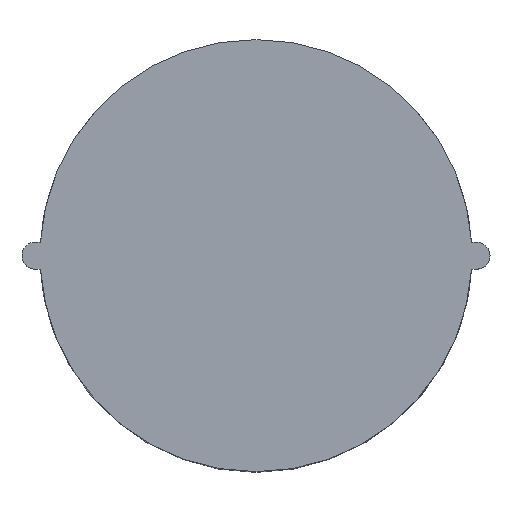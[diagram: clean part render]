
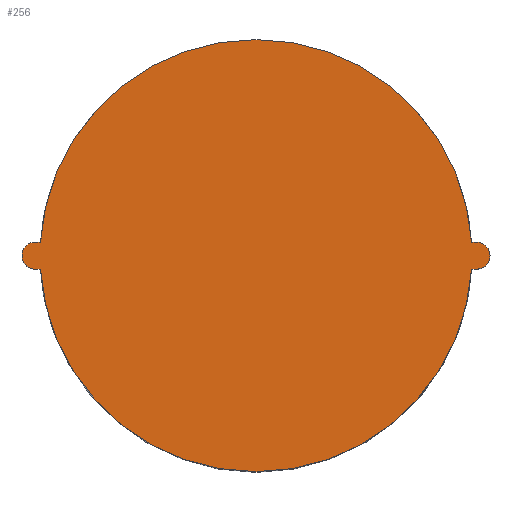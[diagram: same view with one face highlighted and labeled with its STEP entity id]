
A CAD part, top view. The second image highlights one B-rep face of the part: STEP entity #256.
In plain terms, the highlighted planar face has unit normal (0, 0, 1).
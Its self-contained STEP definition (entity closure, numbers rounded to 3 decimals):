
#109=AXIS2_PLACEMENT_3D('Circle Axis2P3D',#107,#108,$) ;
#146=AXIS2_PLACEMENT_3D('Plane Axis2P3D',#143,#144,#145) ;
#199=AXIS2_PLACEMENT_3D('Circle Axis2P3D',#197,#198,$) ;
#40=CARTESIAN_POINT('Vertex',(1.023,11.25,30.)) ;
#45=CARTESIAN_POINT('Line Origine',(0.887,11.25,30.)) ;
#49=CARTESIAN_POINT('Vertex',(0.75,11.25,30.)) ;
#104=CARTESIAN_POINT('Vertex',(24.977,11.25,30.)) ;
#107=CARTESIAN_POINT('Axis2P3D Location',(13.,12.,30.)) ;
#143=CARTESIAN_POINT('Axis2P3D Location',(13.,12.,30.)) ;
#148=CARTESIAN_POINT('Line Origine',(25.113,11.25,30.)) ;
#152=CARTESIAN_POINT('Vertex',(25.25,11.25,30.)) ;
#156=CARTESIAN_POINT('Control Point',(25.25,11.25,30.)) ;
#157=CARTESIAN_POINT('Control Point',(25.335,11.25,30.)) ;
#158=CARTESIAN_POINT('Control Point',(25.42,11.262,30.)) ;
#159=CARTESIAN_POINT('Control Point',(25.502,11.286,30.)) ;
#160=CARTESIAN_POINT('Control Point',(25.658,11.357,30.)) ;
#161=CARTESIAN_POINT('Control Point',(25.789,11.468,30.)) ;
#162=CARTESIAN_POINT('Control Point',(25.846,11.532,30.)) ;
#163=CARTESIAN_POINT('Control Point',(25.929,11.66,30.)) ;
#164=CARTESIAN_POINT('Control Point',(25.978,11.803,30.)) ;
#165=CARTESIAN_POINT('Control Point',(25.993,11.868,30.)) ;
#166=CARTESIAN_POINT('Control Point',(26.,11.934,30.)) ;
#167=CARTESIAN_POINT('Control Point',(26.,12.,30.)) ;
#168=CARTESIAN_POINT('Vertex',(26.,12.,30.)) ;
#172=CARTESIAN_POINT('Control Point',(26.,12.,30.)) ;
#173=CARTESIAN_POINT('Control Point',(26.,12.085,30.)) ;
#174=CARTESIAN_POINT('Control Point',(25.988,12.17,30.)) ;
#175=CARTESIAN_POINT('Control Point',(25.964,12.252,30.)) ;
#176=CARTESIAN_POINT('Control Point',(25.893,12.408,30.)) ;
#177=CARTESIAN_POINT('Control Point',(25.782,12.539,30.)) ;
#178=CARTESIAN_POINT('Control Point',(25.718,12.596,30.)) ;
#179=CARTESIAN_POINT('Control Point',(25.61,12.666,30.)) ;
#180=CARTESIAN_POINT('Control Point',(25.491,12.712,30.)) ;
#181=CARTESIAN_POINT('Control Point',(25.45,12.725,30.)) ;
#182=CARTESIAN_POINT('Control Point',(25.386,12.739,30.)) ;
#183=CARTESIAN_POINT('Control Point',(25.32,12.747,30.)) ;
#184=CARTESIAN_POINT('Control Point',(25.297,12.749,30.)) ;
#185=CARTESIAN_POINT('Control Point',(25.273,12.75,30.)) ;
#186=CARTESIAN_POINT('Control Point',(25.25,12.75,30.)) ;
#187=CARTESIAN_POINT('Vertex',(25.25,12.75,30.)) ;
#190=CARTESIAN_POINT('Line Origine',(25.113,12.75,30.)) ;
#194=CARTESIAN_POINT('Vertex',(24.977,12.75,30.)) ;
#197=CARTESIAN_POINT('Axis2P3D Location',(13.,12.,30.)) ;
#201=CARTESIAN_POINT('Vertex',(1.023,12.75,30.)) ;
#204=CARTESIAN_POINT('Line Origine',(0.887,12.75,30.)) ;
#208=CARTESIAN_POINT('Vertex',(0.75,12.75,30.)) ;
#212=CARTESIAN_POINT('Control Point',(0.75,12.75,30.)) ;
#213=CARTESIAN_POINT('Control Point',(0.665,12.75,30.)) ;
#214=CARTESIAN_POINT('Control Point',(0.58,12.738,30.)) ;
#215=CARTESIAN_POINT('Control Point',(0.498,12.714,30.)) ;
#216=CARTESIAN_POINT('Control Point',(0.342,12.643,30.)) ;
#217=CARTESIAN_POINT('Control Point',(0.211,12.532,30.)) ;
#218=CARTESIAN_POINT('Control Point',(0.154,12.468,30.)) ;
#219=CARTESIAN_POINT('Control Point',(0.071,12.34,30.)) ;
#220=CARTESIAN_POINT('Control Point',(0.022,12.197,30.)) ;
#221=CARTESIAN_POINT('Control Point',(0.007,12.132,30.)) ;
#222=CARTESIAN_POINT('Control Point',(0.,12.066,30.)) ;
#223=CARTESIAN_POINT('Control Point',(0.,12.,30.)) ;
#224=CARTESIAN_POINT('Vertex',(0.,12.,30.)) ;
#228=CARTESIAN_POINT('Control Point',(0.,12.,30.)) ;
#229=CARTESIAN_POINT('Control Point',(0.,11.915,30.)) ;
#230=CARTESIAN_POINT('Control Point',(0.012,11.83,30.)) ;
#231=CARTESIAN_POINT('Control Point',(0.036,11.748,30.)) ;
#232=CARTESIAN_POINT('Control Point',(0.107,11.592,30.)) ;
#233=CARTESIAN_POINT('Control Point',(0.218,11.461,30.)) ;
#234=CARTESIAN_POINT('Control Point',(0.282,11.404,30.)) ;
#235=CARTESIAN_POINT('Control Point',(0.39,11.334,30.)) ;
#236=CARTESIAN_POINT('Control Point',(0.509,11.288,30.)) ;
#237=CARTESIAN_POINT('Control Point',(0.55,11.275,30.)) ;
#238=CARTESIAN_POINT('Control Point',(0.614,11.261,30.)) ;
#239=CARTESIAN_POINT('Control Point',(0.68,11.253,30.)) ;
#240=CARTESIAN_POINT('Control Point',(0.703,11.251,30.)) ;
#241=CARTESIAN_POINT('Control Point',(0.727,11.25,30.)) ;
#242=CARTESIAN_POINT('Control Point',(0.75,11.25,30.)) ;
#46=DIRECTION('Vector Direction',(1.,0.,0.)) ;
#108=DIRECTION('Axis2P3D Direction',(0.,0.,1.)) ;
#144=DIRECTION('Axis2P3D Direction',(0.,0.,-1.)) ;
#145=DIRECTION('Axis2P3D XDirection',(1.,0.,0.)) ;
#149=DIRECTION('Vector Direction',(1.,0.,0.)) ;
#191=DIRECTION('Vector Direction',(-1.,0.,0.)) ;
#198=DIRECTION('Axis2P3D Direction',(0.,0.,-1.)) ;
#205=DIRECTION('Vector Direction',(-1.,0.,0.)) ;
#47=VECTOR('Line Direction',#46,1.) ;
#150=VECTOR('Line Direction',#149,1.) ;
#192=VECTOR('Line Direction',#191,1.) ;
#206=VECTOR('Line Direction',#205,1.) ;
#245=ORIENTED_EDGE('',*,*,#111,.F.) ;
#246=ORIENTED_EDGE('',*,*,#154,.T.) ;
#247=ORIENTED_EDGE('',*,*,#170,.T.) ;
#248=ORIENTED_EDGE('',*,*,#189,.T.) ;
#249=ORIENTED_EDGE('',*,*,#196,.T.) ;
#250=ORIENTED_EDGE('',*,*,#203,.F.) ;
#251=ORIENTED_EDGE('',*,*,#210,.T.) ;
#252=ORIENTED_EDGE('',*,*,#226,.T.) ;
#253=ORIENTED_EDGE('',*,*,#243,.T.) ;
#254=ORIENTED_EDGE('',*,*,#51,.T.) ;
#256=ADVANCED_FACE('2652460000_CABTITE BP 25MM PA',(#255),#147,.F.) ;
#155=B_SPLINE_CURVE_WITH_KNOTS('',5,(#156,#157,#158,#159,#160,#161,#162,#163,#164,#165,#166,#167),.UNSPECIFIED.,.F.,.U.,(6,3,3,6),(0.,0.602,1.204,1.671),.UNSPECIFIED.) ;
#171=B_SPLINE_CURVE_WITH_KNOTS('',5,(#172,#173,#174,#175,#176,#177,#178,#179,#180,#181,#182,#183,#184,#185,#186),.UNSPECIFIED.,.F.,.U.,(6,3,3,3,6),(0.,0.602,1.203,1.503,1.67),.UNSPECIFIED.) ;
#211=B_SPLINE_CURVE_WITH_KNOTS('',5,(#212,#213,#214,#215,#216,#217,#218,#219,#220,#221,#222,#223),.UNSPECIFIED.,.F.,.U.,(6,3,3,6),(0.,0.602,1.204,1.671),.UNSPECIFIED.) ;
#227=B_SPLINE_CURVE_WITH_KNOTS('',5,(#228,#229,#230,#231,#232,#233,#234,#235,#236,#237,#238,#239,#240,#241,#242),.UNSPECIFIED.,.F.,.U.,(6,3,3,3,6),(0.,0.602,1.203,1.503,1.67),.UNSPECIFIED.) ;
#110=CIRCLE('generated circle',#109,12.) ;
#200=CIRCLE('generated circle',#199,12.) ;
#51=EDGE_CURVE('',#50,#41,#48,.T.) ;
#111=EDGE_CURVE('',#105,#41,#110,.F.) ;
#154=EDGE_CURVE('',#105,#153,#151,.T.) ;
#170=EDGE_CURVE('',#153,#169,#155,.T.) ;
#189=EDGE_CURVE('',#169,#188,#171,.T.) ;
#196=EDGE_CURVE('',#188,#195,#193,.T.) ;
#203=EDGE_CURVE('',#202,#195,#200,.T.) ;
#210=EDGE_CURVE('',#202,#209,#207,.T.) ;
#226=EDGE_CURVE('',#209,#225,#211,.T.) ;
#243=EDGE_CURVE('',#225,#50,#227,.T.) ;
#244=EDGE_LOOP('',(#245,#246,#247,#248,#249,#250,#251,#252,#253,#254)) ;
#255=FACE_OUTER_BOUND('',#244,.T.) ;
#48=LINE('Line',#45,#47) ;
#151=LINE('Line',#148,#150) ;
#193=LINE('Line',#190,#192) ;
#207=LINE('Line',#204,#206) ;
#147=PLANE('',#146) ;
#41=VERTEX_POINT('',#40) ;
#50=VERTEX_POINT('',#49) ;
#105=VERTEX_POINT('',#104) ;
#153=VERTEX_POINT('',#152) ;
#169=VERTEX_POINT('',#168) ;
#188=VERTEX_POINT('',#187) ;
#195=VERTEX_POINT('',#194) ;
#202=VERTEX_POINT('',#201) ;
#209=VERTEX_POINT('',#208) ;
#225=VERTEX_POINT('',#224) ;
